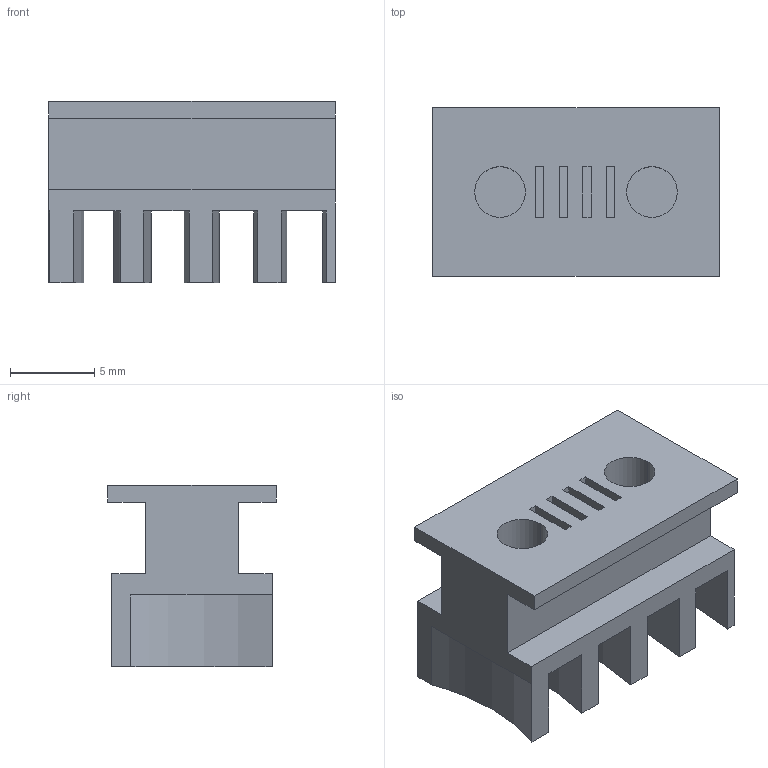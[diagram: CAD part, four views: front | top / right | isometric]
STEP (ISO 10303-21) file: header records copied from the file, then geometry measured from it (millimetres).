
FILE_DESCRIPTION (( 'STEP AP214' ), '1' );
FILE_NAME ('Crémaillère 4.STEP', '2022-12-20T10:15:59', ( '' ), ( '' ), 'SwSTEP 2.0', 'SolidWorks 2017', '' );
FILE_SCHEMA (( 'AUTOMOTIVE_DESIGN' ));
Length unit declared in the file: millimetre
Products named in the file (1): Cr幦aill鋨e 4
Bounding box: 17 x 10 x 10.75 mm (x, y, z)
Volume: 951.4 mm3; surface area: 1326.6 mm2
Topology: 1 solids, 1 shells, 58 faces, 150 edges, 100 vertices
Faces by surface type: plane 45, bspline 9, cylinder 4
Entity records: 1866 total; most frequent: CARTESIAN_POINT 462, ORIENTED_EDGE 300, DIRECTION 240, EDGE_CURVE 150, LINE 124, VECTOR 124, VERTEX_POINT 100, EDGE_LOOP 64
